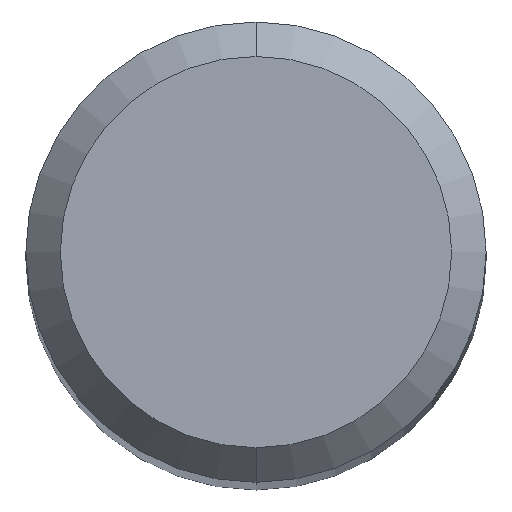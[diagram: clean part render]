
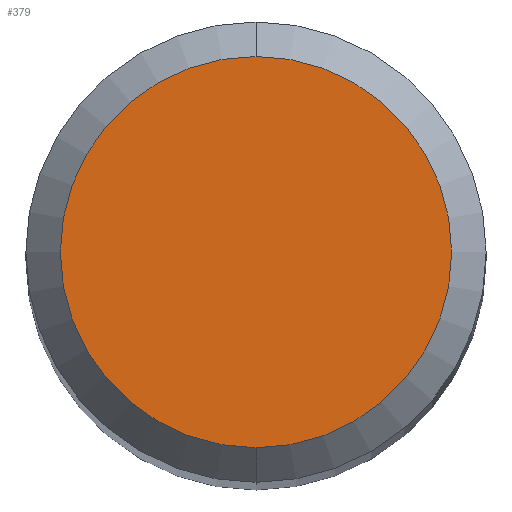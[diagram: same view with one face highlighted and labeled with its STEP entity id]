
A CAD part, top view. The second image highlights one B-rep face of the part: STEP entity #379.
In plain terms, the highlighted planar face has unit normal (0, 0, 1).
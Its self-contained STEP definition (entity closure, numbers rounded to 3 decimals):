
#379=ADVANCED_FACE('',(#1036),#1037,.T.);
#443=EDGE_CURVE('',#723,#673,#1107,.T.);
#567=EDGE_CURVE('',#673,#723,#1246,.T.);
#673=VERTEX_POINT('',#1358);
#723=VERTEX_POINT('',#1416);
#1036=FACE_OUTER_BOUND('',#1787,.T.);
#1037=PLANE('',#1788);
#1107=CIRCLE('',#2093,1.7);
#1246=CIRCLE('',#2741,1.7);
#1358=CARTESIAN_POINT('',(0.,-1.7,0.0));
#1416=CARTESIAN_POINT('',(0.0,1.7,0.0));
#1787=EDGE_LOOP('',(#5010,#5011));
#1788=AXIS2_PLACEMENT_3D('',#5012,#5013,#5014);
#2093=AXIS2_PLACEMENT_3D('',#5080,#5081,#5082);
#2741=AXIS2_PLACEMENT_3D('',#5274,#5275,#5276);
#5010=ORIENTED_EDGE('',*,*,#443,.F.);
#5011=ORIENTED_EDGE('',*,*,#567,.F.);
#5012=CARTESIAN_POINT('',(0.0,0.85,0.0));
#5013=DIRECTION('',(-0.0,0.0,1.0));
#5014=DIRECTION('',(0.0,-1.0,0.0));
#5080=CARTESIAN_POINT('',(0.0,0.0,0.0));
#5081=DIRECTION('',(0.0,0.0,-1.0));
#5082=DIRECTION('',(0.0,1.0,0.0));
#5274=CARTESIAN_POINT('',(0.0,0.0,0.0));
#5275=DIRECTION('',(0.0,0.0,-1.0));
#5276=DIRECTION('',(0.0,1.0,0.0));
